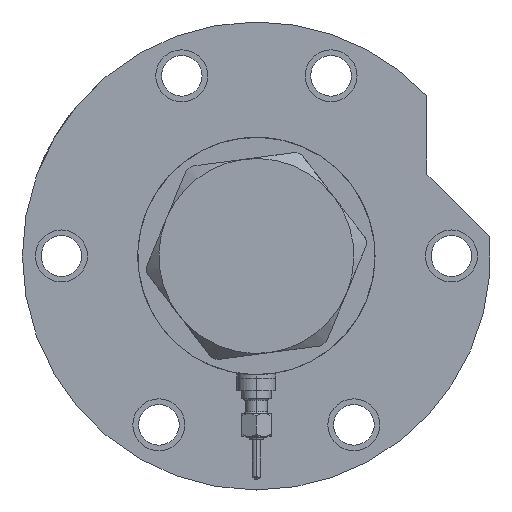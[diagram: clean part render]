
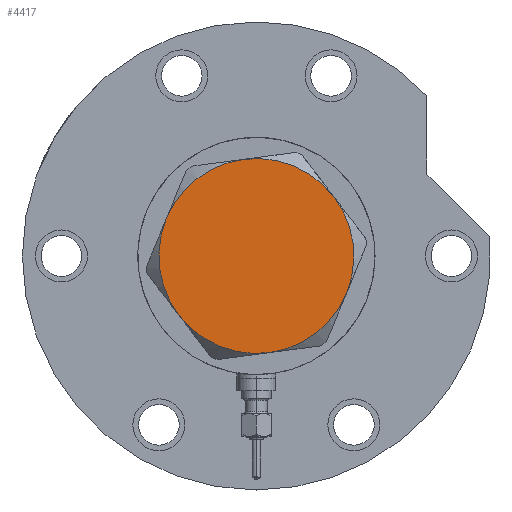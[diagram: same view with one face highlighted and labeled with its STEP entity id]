
A CAD part, left-side view. The second image highlights one B-rep face of the part: STEP entity #4417.
In plain terms, the highlighted face is planar.
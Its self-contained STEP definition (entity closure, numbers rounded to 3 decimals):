
#53 = DIRECTION ( 'NONE',  ( 1., 0., 0. ) ) ;
#125 = CARTESIAN_POINT ( 'NONE',  ( 30., 0., 14.5 ) ) ;
#212 = DIRECTION ( 'NONE',  ( 0., 0., 1. ) ) ;
#393 = DIRECTION ( 'NONE',  ( 1., 0., 0. ) ) ;
#405 = EDGE_CURVE ( 'NONE', #8628, #3543, #6296, .T. ) ;
#987 = CARTESIAN_POINT ( 'NONE',  ( 0., 0., 14.5 ) ) ;
#1544 = VERTEX_POINT ( 'NONE', #6850 ) ;
#1896 = EDGE_LOOP ( 'NONE', ( #4694, #1958, #7035, #4435, #4540, #8303 ) ) ;
#1958 = ORIENTED_EDGE ( 'NONE', *, *, #405, .T. ) ;
#2185 = AXIS2_PLACEMENT_3D ( 'NONE', #7323, #4561, #7277 ) ;
#2319 = DIRECTION ( 'NONE',  ( 1., 0., 0. ) ) ;
#2339 = CARTESIAN_POINT ( 'NONE',  ( 0., 0., 14.5 ) ) ;
#2388 = VERTEX_POINT ( 'NONE', #6559 ) ;
#2547 = DIRECTION ( 'NONE',  ( 0., 0., 1. ) ) ;
#2579 = DIRECTION ( 'NONE',  ( 0., 0., 1. ) ) ;
#2758 = CARTESIAN_POINT ( 'NONE',  ( -15., 25.981, 14.5 ) ) ;
#3254 = DIRECTION ( 'NONE',  ( 1., 0., 0. ) ) ;
#3283 = AXIS2_PLACEMENT_3D ( 'NONE', #3750, #212, #2319 ) ;
#3543 = VERTEX_POINT ( 'NONE', #6201 ) ;
#3621 = AXIS2_PLACEMENT_3D ( 'NONE', #5821, #7156, #393 ) ;
#3724 = DIRECTION ( 'NONE',  ( 0., 0., 1. ) ) ;
#3750 = CARTESIAN_POINT ( 'NONE',  ( 0., 0., 14.5 ) ) ;
#3769 = CIRCLE ( 'NONE', #3621, 30. ) ;
#3977 = DIRECTION ( 'NONE',  ( 1., 0., 0. ) ) ;
#4055 = AXIS2_PLACEMENT_3D ( 'NONE', #2339, #2547, #8051 ) ;
#4132 = CARTESIAN_POINT ( 'NONE',  ( 0., 0., 14.5 ) ) ;
#4417 = ADVANCED_FACE ( 'NONE', ( #5985 ), #4517, .T. ) ;
#4435 = ORIENTED_EDGE ( 'NONE', *, *, #6008, .T. ) ;
#4517 = PLANE ( 'NONE',  #2185 ) ;
#4540 = ORIENTED_EDGE ( 'NONE', *, *, #5679, .T. ) ;
#4561 = DIRECTION ( 'NONE',  ( 0., 0., 1. ) ) ;
#4694 = ORIENTED_EDGE ( 'NONE', *, *, #5963, .T. ) ;
#5014 = EDGE_CURVE ( 'NONE', #3543, #6075, #7904, .T. ) ;
#5212 = CIRCLE ( 'NONE', #7205, 30. ) ;
#5318 = CARTESIAN_POINT ( 'NONE',  ( 15., -25.981, 14.5 ) ) ;
#5679 = EDGE_CURVE ( 'NONE', #2388, #1544, #3769, .T. ) ;
#5774 = AXIS2_PLACEMENT_3D ( 'NONE', #987, #3724, #3977 ) ;
#5821 = CARTESIAN_POINT ( 'NONE',  ( 0., 0., 14.5 ) ) ;
#5909 = CIRCLE ( 'NONE', #4055, 30. ) ;
#5945 = VERTEX_POINT ( 'NONE', #5318 ) ;
#5963 = EDGE_CURVE ( 'NONE', #5945, #8628, #5909, .T. ) ;
#5985 = FACE_OUTER_BOUND ( 'NONE', #1896, .T. ) ;
#6008 = EDGE_CURVE ( 'NONE', #6075, #2388, #6911, .T. ) ;
#6075 = VERTEX_POINT ( 'NONE', #2758 ) ;
#6149 = DIRECTION ( 'NONE',  ( 0., 0., 1. ) ) ;
#6201 = CARTESIAN_POINT ( 'NONE',  ( 15., 25.981, 14.5 ) ) ;
#6296 = CIRCLE ( 'NONE', #3283, 30. ) ;
#6323 = EDGE_CURVE ( 'NONE', #1544, #5945, #5212, .T. ) ;
#6559 = CARTESIAN_POINT ( 'NONE',  ( -30., 0., 14.5 ) ) ;
#6619 = CARTESIAN_POINT ( 'NONE',  ( 0., 0., 14.5 ) ) ;
#6850 = CARTESIAN_POINT ( 'NONE',  ( -15., -25.981, 14.5 ) ) ;
#6911 = CIRCLE ( 'NONE', #5774, 30. ) ;
#7035 = ORIENTED_EDGE ( 'NONE', *, *, #5014, .T. ) ;
#7156 = DIRECTION ( 'NONE',  ( 0., 0., 1. ) ) ;
#7205 = AXIS2_PLACEMENT_3D ( 'NONE', #6619, #2579, #3254 ) ;
#7277 = DIRECTION ( 'NONE',  ( 1., 0., 0. ) ) ;
#7323 = CARTESIAN_POINT ( 'NONE',  ( 0., 0., 14.5 ) ) ;
#7904 = CIRCLE ( 'NONE', #8764, 30. ) ;
#8051 = DIRECTION ( 'NONE',  ( 1., 0., 0. ) ) ;
#8303 = ORIENTED_EDGE ( 'NONE', *, *, #6323, .T. ) ;
#8628 = VERTEX_POINT ( 'NONE', #125 ) ;
#8764 = AXIS2_PLACEMENT_3D ( 'NONE', #4132, #6149, #53 ) ;
